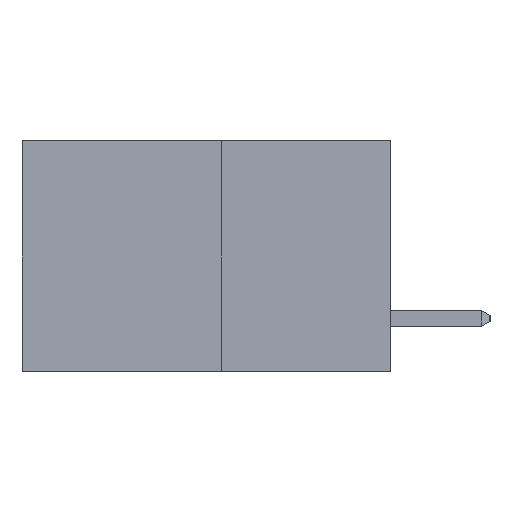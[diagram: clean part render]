
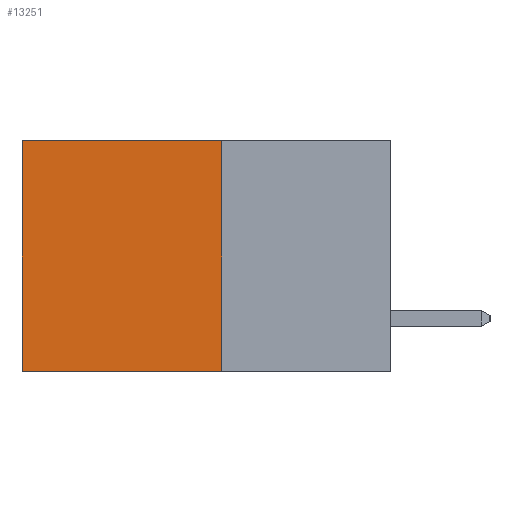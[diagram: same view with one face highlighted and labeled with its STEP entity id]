
A CAD part, left-side view. The second image highlights one B-rep face of the part: STEP entity #13251.
In plain terms, the highlighted planar face has unit normal (-1, 0, 0).
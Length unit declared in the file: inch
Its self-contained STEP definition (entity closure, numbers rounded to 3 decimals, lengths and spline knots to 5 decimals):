
#42 = EDGE_CURVE ( 'NONE', #16964, #18200, #4496, .T. ) ;
#472 = ORIENTED_EDGE ( 'NONE', *, *, #11346, .F. ) ;
#1395 = DIRECTION ( 'NONE',  ( 0., 1., 0. ) ) ;
#1602 = DIRECTION ( 'NONE',  ( 0., 1., 0. ) ) ;
#2016 = VERTEX_POINT ( 'NONE', #12272 ) ;
#2397 = DIRECTION ( 'NONE',  ( 1., 0., 0. ) ) ;
#2558 = EDGE_LOOP ( 'NONE', ( #13576, #472, #15357, #12597 ) ) ;
#3193 = EDGE_CURVE ( 'NONE', #16964, #4537, #4622, .T. ) ;
#4036 = VECTOR ( 'NONE', #6016, 39.37008 ) ;
#4496 = LINE ( 'NONE', #7751, #4036 ) ;
#4537 = VERTEX_POINT ( 'NONE', #8196 ) ;
#4622 = LINE ( 'NONE', #7126, #15157 ) ;
#5939 = EDGE_CURVE ( 'NONE', #4537, #2016, #15293, .T. ) ;
#6016 = DIRECTION ( 'NONE',  ( 0., 0., -1. ) ) ;
#6959 = FACE_OUTER_BOUND ( 'NONE', #2558, .T. ) ;
#7126 = CARTESIAN_POINT ( 'NONE',  ( 0.277, 0.27, 0. ) ) ;
#7293 = LINE ( 'NONE', #13395, #14282 ) ;
#7751 = CARTESIAN_POINT ( 'NONE',  ( 0.277, 0.27, -0.37 ) ) ;
#8196 = CARTESIAN_POINT ( 'NONE',  ( 0.277, 0.59, 0. ) ) ;
#10436 = CARTESIAN_POINT ( 'NONE',  ( 0.277, 0.27, 0. ) ) ;
#11346 = EDGE_CURVE ( 'NONE', #18200, #2016, #7293, .T. ) ;
#11380 = CARTESIAN_POINT ( 'NONE',  ( 0.277, 0.27, -0.37 ) ) ;
#12272 = CARTESIAN_POINT ( 'NONE',  ( 0.277, 0.59, -0.37 ) ) ;
#12597 = ORIENTED_EDGE ( 'NONE', *, *, #3193, .T. ) ;
#12864 = DIRECTION ( 'NONE',  ( 0., 0., -1. ) ) ;
#13113 = CARTESIAN_POINT ( 'NONE',  ( 0.277, 0.59, -0.37 ) ) ;
#13251 = ADVANCED_FACE ( 'NONE', ( #6959 ), #18722, .F. ) ;
#13395 = CARTESIAN_POINT ( 'NONE',  ( 0.277, 0.27, -0.37 ) ) ;
#13398 = CARTESIAN_POINT ( 'NONE',  ( 0.277, 0.27, -0.37 ) ) ;
#13576 = ORIENTED_EDGE ( 'NONE', *, *, #5939, .T. ) ;
#14282 = VECTOR ( 'NONE', #1395, 39.37008 ) ;
#14597 = DIRECTION ( 'NONE',  ( 0., 0., -1. ) ) ;
#14934 = AXIS2_PLACEMENT_3D ( 'NONE', #11380, #2397, #12864 ) ;
#15157 = VECTOR ( 'NONE', #1602, 39.37008 ) ;
#15293 = LINE ( 'NONE', #13113, #17803 ) ;
#15357 = ORIENTED_EDGE ( 'NONE', *, *, #42, .F. ) ;
#16964 = VERTEX_POINT ( 'NONE', #10436 ) ;
#17803 = VECTOR ( 'NONE', #14597, 39.37008 ) ;
#18200 = VERTEX_POINT ( 'NONE', #13398 ) ;
#18722 = PLANE ( 'NONE',  #14934 ) ;
